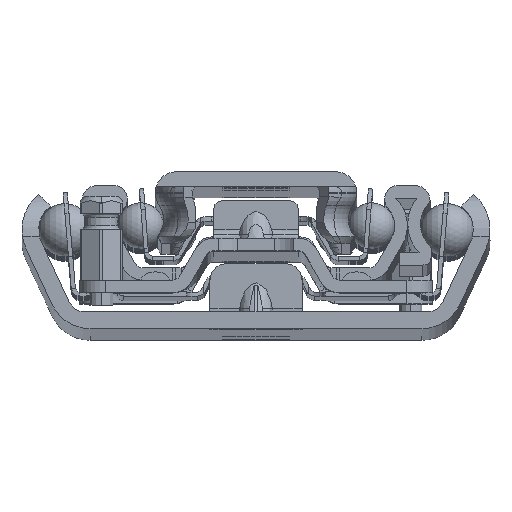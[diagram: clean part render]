
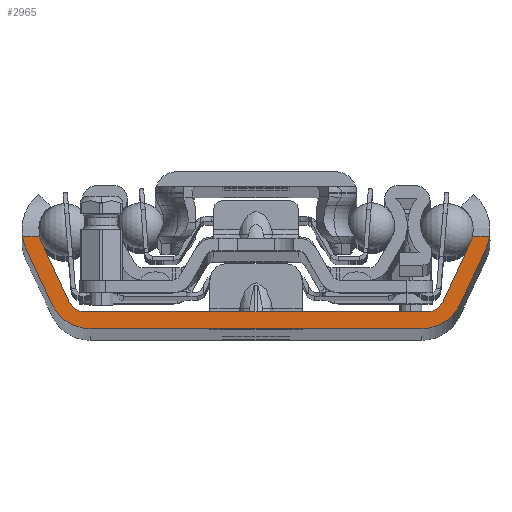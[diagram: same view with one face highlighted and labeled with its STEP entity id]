
A CAD part, top view. The second image highlights one B-rep face of the part: STEP entity #2965.
In plain terms, the highlighted planar face has unit normal (0, 0, 1).
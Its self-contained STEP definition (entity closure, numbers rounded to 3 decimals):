
#2=DIRECTION('',(1.,0.,0.));
#3=VECTOR('',#2,2.024);
#4=CARTESIAN_POINT('',(-27.841,11.,0.));
#5=LINE('',#4,#3);
#6=CARTESIAN_POINT('',(-22.41,11.8,0.));
#7=DIRECTION('',(0.,0.,-1.));
#8=DIRECTION('',(-0.906,-0.423,0.));
#9=AXIS2_PLACEMENT_3D('',#6,#7,#8);
#11=DIRECTION('',(-0.423,0.906,0.));
#12=VECTOR('',#11,7.907);
#13=CARTESIAN_POINT('',(-22.24,3.155,0.));
#14=LINE('',#13,#12);
#15=CARTESIAN_POINT('',(-20.428,4.,0.));
#16=DIRECTION('',(0.,0.,-1.));
#17=DIRECTION('',(0.,-1.,0.));
#18=AXIS2_PLACEMENT_3D('',#15,#16,#17);
#20=DIRECTION('',(-1.,0.,0.));
#21=VECTOR('',#20,40.856);
#22=CARTESIAN_POINT('',(20.428,2.,0.));
#23=LINE('',#22,#21);
#24=CARTESIAN_POINT('',(20.428,4.,0.));
#25=DIRECTION('',(0.,0.,-1.));
#26=DIRECTION('',(0.906,-0.423,0.));
#27=AXIS2_PLACEMENT_3D('',#24,#25,#26);
#29=DIRECTION('',(-0.423,-0.906,0.));
#30=VECTOR('',#29,7.907);
#31=CARTESIAN_POINT('',(25.582,10.321,0.));
#32=LINE('',#31,#30);
#33=CARTESIAN_POINT('',(22.41,11.8,0.));
#34=DIRECTION('',(0.,0.,-1.));
#35=DIRECTION('',(0.974,-0.229,0.));
#36=AXIS2_PLACEMENT_3D('',#33,#34,#35);
#38=DIRECTION('',(1.,0.,0.));
#39=VECTOR('',#38,2.024);
#40=CARTESIAN_POINT('',(25.817,11.,0.));
#41=LINE('',#40,#39);
#42=CARTESIAN_POINT('',(22.41,11.8,0.));
#43=DIRECTION('',(0.,0.,1.));
#44=DIRECTION('',(0.906,-0.423,0.));
#45=AXIS2_PLACEMENT_3D('',#42,#43,#44);
#47=DIRECTION('',(0.423,0.906,0.));
#48=VECTOR('',#47,7.274);
#49=CARTESIAN_POINT('',(24.311,2.887,0.));
#50=LINE('',#49,#48);
#51=CARTESIAN_POINT('',(19.78,5.,0.));
#52=DIRECTION('',(0.,0.,1.));
#53=DIRECTION('',(0.,-1.,0.));
#54=AXIS2_PLACEMENT_3D('',#51,#52,#53);
#56=DIRECTION('',(1.,0.,0.));
#57=VECTOR('',#56,39.56);
#58=CARTESIAN_POINT('',(-19.78,0.,0.));
#59=LINE('',#58,#57);
#60=CARTESIAN_POINT('',(-19.78,5.,0.));
#61=DIRECTION('',(0.,0.,1.));
#62=DIRECTION('',(-0.906,-0.423,0.));
#63=AXIS2_PLACEMENT_3D('',#60,#61,#62);
#65=DIRECTION('',(0.423,-0.906,0.));
#66=VECTOR('',#65,7.274);
#67=CARTESIAN_POINT('',(-27.386,9.48,0.));
#68=LINE('',#67,#66);
#69=CARTESIAN_POINT('',(-22.41,11.8,0.));
#70=DIRECTION('',(0.,0.,1.));
#71=DIRECTION('',(-0.989,-0.146,0.));
#72=AXIS2_PLACEMENT_3D('',#69,#70,#71);
#2502=CARTESIAN_POINT('',(-20.428,2.,0.));
#2503=CARTESIAN_POINT('',(-22.24,3.155,0.));
#2504=VERTEX_POINT('',#2502);
#2505=VERTEX_POINT('',#2503);
#2506=CARTESIAN_POINT('',(-25.582,10.321,0.));
#2507=VERTEX_POINT('',#2506);
#2508=CARTESIAN_POINT('',(-27.386,9.48,0.));
#2509=CARTESIAN_POINT('',(-24.311,2.887,0.));
#2510=VERTEX_POINT('',#2508);
#2511=VERTEX_POINT('',#2509);
#2512=CARTESIAN_POINT('',(-19.78,0.,0.));
#2513=VERTEX_POINT('',#2512);
#2514=CARTESIAN_POINT('',(19.78,0.,0.));
#2515=VERTEX_POINT('',#2514);
#2516=CARTESIAN_POINT('',(24.311,2.887,0.));
#2517=VERTEX_POINT('',#2516);
#2518=CARTESIAN_POINT('',(27.386,9.48,0.));
#2519=VERTEX_POINT('',#2518);
#2520=CARTESIAN_POINT('',(25.582,10.321,0.));
#2521=CARTESIAN_POINT('',(22.24,3.155,0.));
#2522=VERTEX_POINT('',#2520);
#2523=VERTEX_POINT('',#2521);
#2524=CARTESIAN_POINT('',(20.428,2.,0.));
#2525=VERTEX_POINT('',#2524);
#2682=CARTESIAN_POINT('',(-27.841,11.,0.));
#2683=CARTESIAN_POINT('',(-25.817,11.,0.));
#2684=VERTEX_POINT('',#2682);
#2685=VERTEX_POINT('',#2683);
#2686=CARTESIAN_POINT('',(25.817,11.,0.));
#2687=CARTESIAN_POINT('',(27.841,11.,0.));
#2688=VERTEX_POINT('',#2686);
#2689=VERTEX_POINT('',#2687);
#2926=CARTESIAN_POINT('',(0.,0.,0.));
#2927=DIRECTION('',(0.,0.,1.));
#2928=DIRECTION('',(1.,0.,0.));
#2929=AXIS2_PLACEMENT_3D('',#2926,#2927,#2928);
#2930=PLANE('',#2929);
#2932=ORIENTED_EDGE('',*,*,#2931,.T.);
#2934=ORIENTED_EDGE('',*,*,#2933,.F.);
#2936=ORIENTED_EDGE('',*,*,#2935,.F.);
#2938=ORIENTED_EDGE('',*,*,#2937,.F.);
#2940=ORIENTED_EDGE('',*,*,#2939,.F.);
#2942=ORIENTED_EDGE('',*,*,#2941,.F.);
#2944=ORIENTED_EDGE('',*,*,#2943,.F.);
#2946=ORIENTED_EDGE('',*,*,#2945,.F.);
#2948=ORIENTED_EDGE('',*,*,#2947,.T.);
#2950=ORIENTED_EDGE('',*,*,#2949,.F.);
#2952=ORIENTED_EDGE('',*,*,#2951,.F.);
#2954=ORIENTED_EDGE('',*,*,#2953,.F.);
#2956=ORIENTED_EDGE('',*,*,#2955,.F.);
#2958=ORIENTED_EDGE('',*,*,#2957,.F.);
#2960=ORIENTED_EDGE('',*,*,#2959,.F.);
#2962=ORIENTED_EDGE('',*,*,#2961,.F.);
#2963=EDGE_LOOP('',(#2932,#2934,#2936,#2938,#2940,#2942,#2944,#2946,#2948,#2950,
#2952,#2954,#2956,#2958,#2960,#2962));
#2964=FACE_OUTER_BOUND('',#2963,.F.);
#2965=ADVANCED_FACE('',(#2964),#2930,.T.);
#10=CIRCLE('',#9,3.5);
#19=CIRCLE('',#18,2.);
#28=CIRCLE('',#27,2.);
#37=CIRCLE('',#36,3.5);
#46=CIRCLE('',#45,5.49);
#55=CIRCLE('',#54,5.);
#64=CIRCLE('',#63,5.);
#73=CIRCLE('',#72,5.49);
#2931=EDGE_CURVE('',#2684,#2685,#5,.T.);
#2933=EDGE_CURVE('',#2507,#2685,#10,.T.);
#2935=EDGE_CURVE('',#2505,#2507,#14,.T.);
#2937=EDGE_CURVE('',#2504,#2505,#19,.T.);
#2939=EDGE_CURVE('',#2525,#2504,#23,.T.);
#2941=EDGE_CURVE('',#2523,#2525,#28,.T.);
#2943=EDGE_CURVE('',#2522,#2523,#32,.T.);
#2945=EDGE_CURVE('',#2688,#2522,#37,.T.);
#2947=EDGE_CURVE('',#2688,#2689,#41,.T.);
#2949=EDGE_CURVE('',#2519,#2689,#46,.T.);
#2951=EDGE_CURVE('',#2517,#2519,#50,.T.);
#2953=EDGE_CURVE('',#2515,#2517,#55,.T.);
#2955=EDGE_CURVE('',#2513,#2515,#59,.T.);
#2957=EDGE_CURVE('',#2511,#2513,#64,.T.);
#2959=EDGE_CURVE('',#2510,#2511,#68,.T.);
#2961=EDGE_CURVE('',#2684,#2510,#73,.T.);
